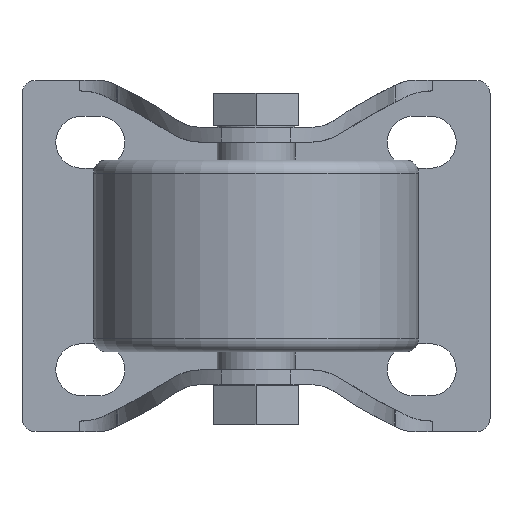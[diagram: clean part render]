
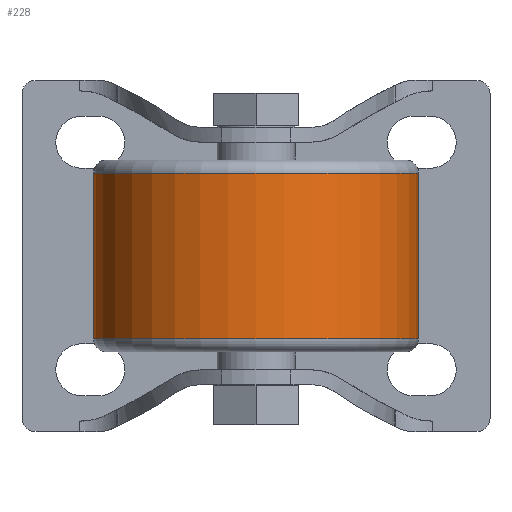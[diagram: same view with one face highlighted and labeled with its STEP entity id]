
A CAD part, front view. The second image highlights one B-rep face of the part: STEP entity #228.
In plain terms, the highlighted cylindrical face has radius 25 mm (diameter 50 mm), a full revolution.
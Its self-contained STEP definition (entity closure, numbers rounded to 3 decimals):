
#228 = ADVANCED_FACE( '', ( #554, #555 ), #556, .T. );
#554 = FACE_OUTER_BOUND( '', #976, .T. );
#555 = FACE_OUTER_BOUND( '', #977, .T. );
#556 = CYLINDRICAL_SURFACE( '', #978, 25. );
#976 = EDGE_LOOP( '', ( #1683 ) );
#977 = EDGE_LOOP( '', ( #1684 ) );
#978 = AXIS2_PLACEMENT_3D( '', #1685, #1686, #1687 );
#1683 = ORIENTED_EDGE( '', *, *, #2736, .T. );
#1684 = ORIENTED_EDGE( '', *, *, #2737, .T. );
#1685 = CARTESIAN_POINT( '', ( 0., -47.57, 14.75 ) );
#1686 = DIRECTION( '', ( 0., 0., 1. ) );
#1687 = DIRECTION( '', ( -1., 0., 0. ) );
#2736 = EDGE_CURVE( '', #3394, #3394, #3395, .F. );
#2737 = EDGE_CURVE( '', #3396, #3396, #3397, .T. );
#3394 = VERTEX_POINT( '', #4467 );
#3395 = CIRCLE( '', #4468, 25. );
#3396 = VERTEX_POINT( '', #4469 );
#3397 = CIRCLE( '', #4470, 25. );
#4467 = CARTESIAN_POINT( '', ( 25., -47.57, 12.75 ) );
#4468 = AXIS2_PLACEMENT_3D( '', #5321, #5322, #5323 );
#4469 = CARTESIAN_POINT( '', ( 25., -47.57, -12.75 ) );
#4470 = AXIS2_PLACEMENT_3D( '', #5324, #5325, #5326 );
#5321 = CARTESIAN_POINT( '', ( 0., -47.57, 12.75 ) );
#5322 = DIRECTION( '', ( 0., 0., 1. ) );
#5323 = DIRECTION( '', ( 1., 0., 0. ) );
#5324 = CARTESIAN_POINT( '', ( 0., -47.57, -12.75 ) );
#5325 = DIRECTION( '', ( 0., 0., 1. ) );
#5326 = DIRECTION( '', ( 1., 0., 0. ) );
